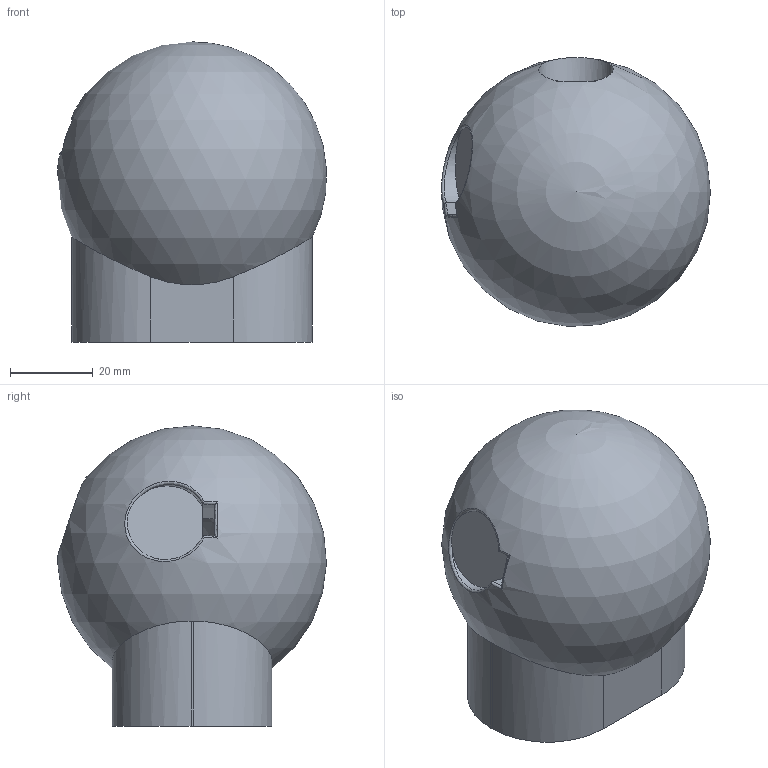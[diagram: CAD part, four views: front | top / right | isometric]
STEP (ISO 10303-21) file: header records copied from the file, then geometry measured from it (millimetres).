
FILE_DESCRIPTION(/* description */ (''),/* implementation_level */ '2;1');
FILE_NAME(/* name */ '97cd9e61-fdba-4548-87a1-4183f211ffde.stp',/* time_stamp */ '2016-07-06T13:20:53+00:00',/* author */ (''),/* organization */ (''),/* preprocessor_version */ 'ST-DEVELOPER v16.5',/* originating_system */ 'Autodesk Translation Framework v5.1.0.2740',/* authorisation */ '');
FILE_SCHEMA (('AUTOMOTIVE_DESIGN { 1 0 10303 214 3 1 1 }'));
Length unit declared in the file: centimetre
Products named in the file (7): Handle v5; handleEnd; ball; cut; FlexButton; cuts; Component7
Assembly tree (6 placements, depth 2):
  Handle v5
    handleEnd
    ball
    cut
    FlexButton
    cuts
    Component7
Bounding box: 64.9 x 64.92 x 72.5 mm (x, y, z)
Volume: 93439.9 mm3; surface area: 23589.6 mm2
Topology: 1 solids, 1 shells, 43 faces, 121 edges, 79 vertices
Faces by surface type: plane 24, cylinder 12, sphere 3, torus 3, bspline 1
Full cylindrical faces by diameter (mm): 14 x1
Entity records: 1891 total; most frequent: CARTESIAN_POINT 662, DIRECTION 259, ORIENTED_EDGE 230, EDGE_CURVE 115, AXIS2_PLACEMENT_3D 105, VERTEX_POINT 75, LINE 49, VECTOR 49
